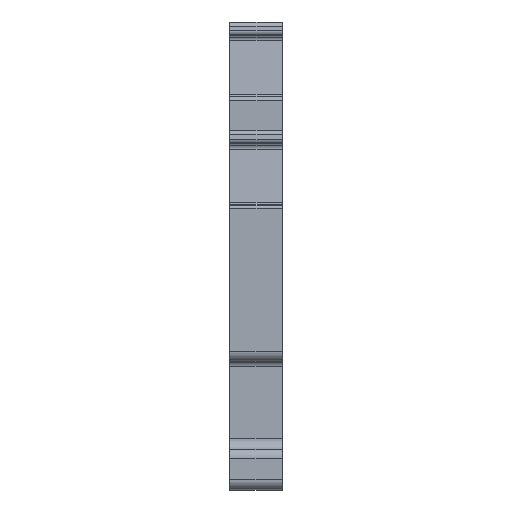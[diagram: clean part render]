
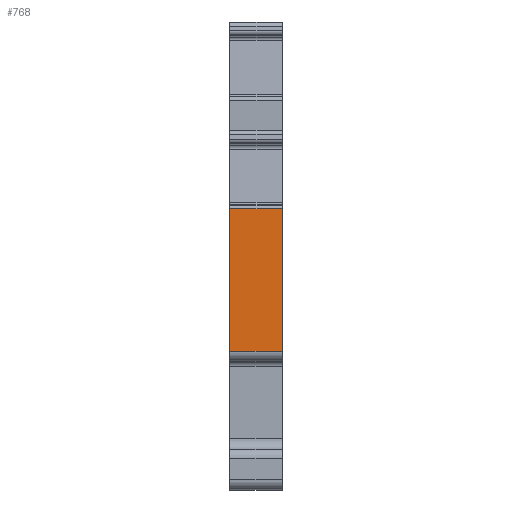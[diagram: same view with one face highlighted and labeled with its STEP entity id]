
A CAD part, left-side view. The second image highlights one B-rep face of the part: STEP entity #768.
In plain terms, the highlighted planar face has unit normal (-1, 0, 0).
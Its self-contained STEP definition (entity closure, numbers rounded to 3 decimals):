
#768 = ADVANCED_FACE( '', ( #1650 ), #1651, .T. );
#1650 = FACE_OUTER_BOUND( '', #2635, .T. );
#1651 = PLANE( '', #2636 );
#2635 = EDGE_LOOP( '', ( #5114, #5115, #5116, #5117 ) );
#2636 = AXIS2_PLACEMENT_3D( '', #5118, #5119, #5120 );
#5114 = ORIENTED_EDGE( '', *, *, #6655, .T. );
#5115 = ORIENTED_EDGE( '', *, *, #6431, .T. );
#5116 = ORIENTED_EDGE( '', *, *, #6377, .T. );
#5117 = ORIENTED_EDGE( '', *, *, #6853, .T. );
#5118 = CARTESIAN_POINT( '', ( -36.55, 5.15, 11.5 ) );
#5119 = DIRECTION( '', ( -1., 0., 0. ) );
#5120 = DIRECTION( '', ( 0., 1., 0. ) );
#6377 = EDGE_CURVE( '', #7854, #7852, #7855, .T. );
#6431 = EDGE_CURVE( '', #7942, #7854, #7946, .T. );
#6655 = EDGE_CURVE( '', #8302, #7942, #8303, .T. );
#6853 = EDGE_CURVE( '', #7852, #8302, #8616, .T. );
#7852 = VERTEX_POINT( '', #9877 );
#7854 = VERTEX_POINT( '', #9879 );
#7855 = LINE( '', #9880, #9881 );
#7942 = VERTEX_POINT( '', #9997 );
#7946 = LINE( '', #10002, #10003 );
#8302 = VERTEX_POINT( '', #10496 );
#8303 = LINE( '', #10497, #10498 );
#8616 = LINE( '', #10919, #10920 );
#9877 = CARTESIAN_POINT( '', ( -36.55, 0., 11.5 ) );
#9879 = CARTESIAN_POINT( '', ( -36.55, 0., -2.45 ) );
#9880 = CARTESIAN_POINT( '', ( -36.55, 0., 11.5 ) );
#9881 = VECTOR( '', #12137, 1000. );
#9997 = CARTESIAN_POINT( '', ( -36.55, 5.15, -2.45 ) );
#10002 = CARTESIAN_POINT( '', ( -36.55, 5.15, -2.45 ) );
#10003 = VECTOR( '', #12207, 1000. );
#10496 = CARTESIAN_POINT( '', ( -36.55, 5.15, 11.5 ) );
#10497 = CARTESIAN_POINT( '', ( -36.55, 5.15, 11.5 ) );
#10498 = VECTOR( '', #12453, 1000. );
#10919 = CARTESIAN_POINT( '', ( -36.55, 5.15, 11.5 ) );
#10920 = VECTOR( '', #12763, 1000. );
#12137 = DIRECTION( '', ( 0., 0., 1. ) );
#12207 = DIRECTION( '', ( 0., -1., 0. ) );
#12453 = DIRECTION( '', ( 0., 0., -1. ) );
#12763 = DIRECTION( '', ( 0., 1., 0. ) );
